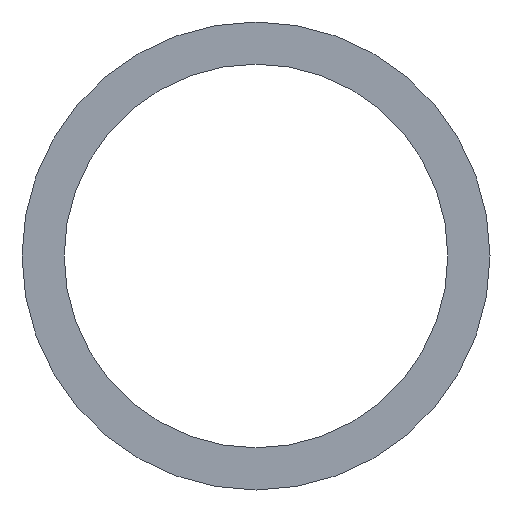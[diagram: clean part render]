
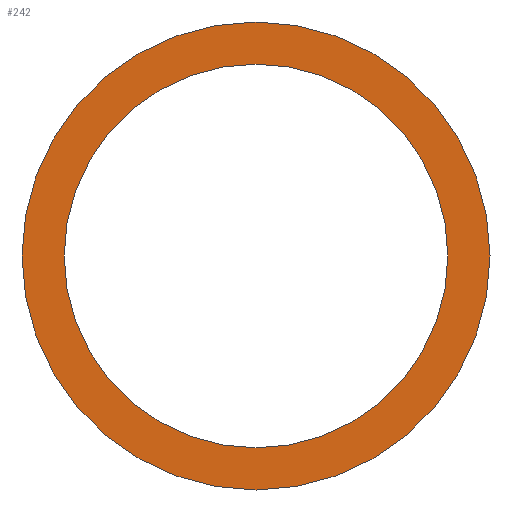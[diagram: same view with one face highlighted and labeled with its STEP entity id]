
A CAD part, front view. The second image highlights one B-rep face of the part: STEP entity #242.
In plain terms, the highlighted planar face has unit normal (0, -1, 0).
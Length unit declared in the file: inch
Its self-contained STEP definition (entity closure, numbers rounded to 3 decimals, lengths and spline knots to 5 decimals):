
#16 = PLANE ( 'NONE',  #165 ) ;
#17 = FACE_BOUND ( 'NONE', #187, .T. ) ;
#18 = CARTESIAN_POINT ( 'NONE',  ( 0., 0., 0. ) ) ;
#19 = FACE_OUTER_BOUND ( 'NONE', #93, .T. ) ;
#28 = CARTESIAN_POINT ( 'NONE',  ( 0., 0., 0. ) ) ;
#30 = CIRCLE ( 'NONE', #174, 0.49985 ) ;
#31 = DIRECTION ( 'NONE',  ( 0., 1., 0. ) ) ;
#32 = DIRECTION ( 'NONE',  ( 0., 0., 1. ) ) ;
#34 = CARTESIAN_POINT ( 'NONE',  ( 0., 0., 0. ) ) ;
#39 = CARTESIAN_POINT ( 'NONE',  ( 0., 0., 0.40985 ) ) ;
#58 = VERTEX_POINT ( 'NONE', #103 ) ;
#69 = CIRCLE ( 'NONE', #189, 0.49985 ) ;
#71 = DIRECTION ( 'NONE',  ( 0., 1., 0. ) ) ;
#74 = DIRECTION ( 'NONE',  ( 0., 0., 1. ) ) ;
#87 = DIRECTION ( 'NONE',  ( 0., 0., 1. ) ) ;
#90 = CARTESIAN_POINT ( 'NONE',  ( 0., 0., 0. ) ) ;
#91 = CIRCLE ( 'NONE', #186, 0.40985 ) ;
#93 = EDGE_LOOP ( 'NONE', ( #181, #167 ) ) ;
#103 = CARTESIAN_POINT ( 'NONE',  ( 0., 0., 0.49985 ) ) ;
#105 = CIRCLE ( 'NONE', #221, 0.40985 ) ;
#111 = DIRECTION ( 'NONE',  ( 0., 1., 0. ) ) ;
#116 = EDGE_CURVE ( 'NONE', #216, #142, #105, .T. ) ;
#118 = DIRECTION ( 'NONE',  ( 0., 1., 0. ) ) ;
#135 = CARTESIAN_POINT ( 'NONE',  ( 0., 0., -0.40985 ) ) ;
#142 = VERTEX_POINT ( 'NONE', #135 ) ;
#151 = CARTESIAN_POINT ( 'NONE',  ( 0., 0., -0.49985 ) ) ;
#152 = DIRECTION ( 'NONE',  ( 0., 0., 1. ) ) ;
#165 = AXIS2_PLACEMENT_3D ( 'NONE', #34, #71, #87 ) ;
#167 = ORIENTED_EDGE ( 'NONE', *, *, #227, .F. ) ;
#174 = AXIS2_PLACEMENT_3D ( 'NONE', #18, #31, #32 ) ;
#181 = ORIENTED_EDGE ( 'NONE', *, *, #236, .F. ) ;
#186 = AXIS2_PLACEMENT_3D ( 'NONE', #188, #229, #152 ) ;
#187 = EDGE_LOOP ( 'NONE', ( #204, #214 ) ) ;
#188 = CARTESIAN_POINT ( 'NONE',  ( 0., 0., 0. ) ) ;
#189 = AXIS2_PLACEMENT_3D ( 'NONE', #90, #111, #251 ) ;
#204 = ORIENTED_EDGE ( 'NONE', *, *, #223, .T. ) ;
#210 = VERTEX_POINT ( 'NONE', #151 ) ;
#214 = ORIENTED_EDGE ( 'NONE', *, *, #116, .T. ) ;
#216 = VERTEX_POINT ( 'NONE', #39 ) ;
#221 = AXIS2_PLACEMENT_3D ( 'NONE', #28, #118, #74 ) ;
#223 = EDGE_CURVE ( 'NONE', #142, #216, #91, .T. ) ;
#227 = EDGE_CURVE ( 'NONE', #58, #210, #69, .T. ) ;
#229 = DIRECTION ( 'NONE',  ( 0., 1., 0. ) ) ;
#236 = EDGE_CURVE ( 'NONE', #210, #58, #30, .T. ) ;
#242 = ADVANCED_FACE ( 'NONE', ( #19, #17 ), #16, .F. ) ;
#251 = DIRECTION ( 'NONE',  ( 0., 0., 1. ) ) ;
